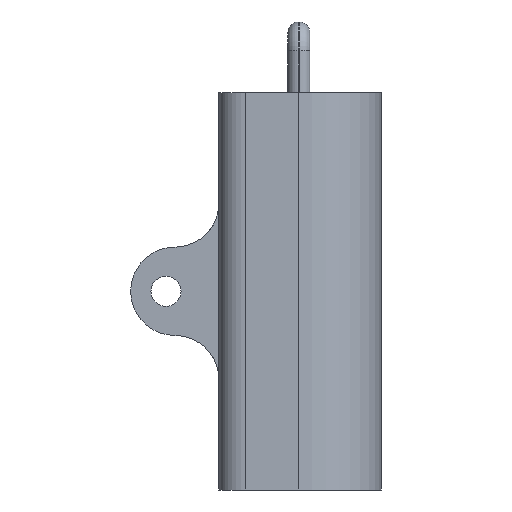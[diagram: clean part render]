
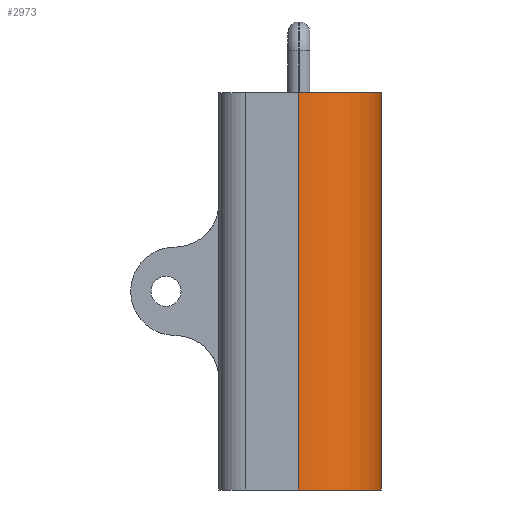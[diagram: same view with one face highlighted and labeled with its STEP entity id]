
A CAD part, front view. The second image highlights one B-rep face of the part: STEP entity #2973.
In plain terms, the highlighted cylindrical face has radius 9.4 mm (diameter 18.8 mm), a partial arc.
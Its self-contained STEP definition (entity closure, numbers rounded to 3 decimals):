
#47 = PLANE('',#48);
#48 = AXIS2_PLACEMENT_3D('',#49,#50,#51);
#49 = CARTESIAN_POINT('',(248.8,34.4,445.));
#50 = DIRECTION('',(0.,0.,-1.));
#51 = DIRECTION('',(-1.,0.,0.));
#776 = VERTEX_POINT('',#777);
#777 = CARTESIAN_POINT('',(264.187,-25.5,445.));
#791 = PLANE('',#792);
#792 = AXIS2_PLACEMENT_3D('',#793,#794,#795);
#793 = CARTESIAN_POINT('',(260.,-25.5,396.5));
#794 = DIRECTION('',(0.,-1.,0.));
#795 = DIRECTION('',(0.,0.,1.));
#802 = EDGE_CURVE('',#803,#776,#805,.T.);
#803 = VERTEX_POINT('',#804);
#804 = CARTESIAN_POINT('',(254.8,-34.4,445.));
#805 = SURFACE_CURVE('',#806,(#811,#822),.PCURVE_S1.);
#806 = CIRCLE('',#807,9.4);
#807 = AXIS2_PLACEMENT_3D('',#808,#809,#810);
#808 = CARTESIAN_POINT('',(254.8,-25.,445.));
#809 = DIRECTION('',(0.,0.,1.));
#810 = DIRECTION('',(1.,0.,0.));
#811 = PCURVE('',#47,#812);
#812 = DEFINITIONAL_REPRESENTATION('',(#813),#821);
#813 = ( BOUNDED_CURVE() B_SPLINE_CURVE(2,(#814,#815,#816,#817,#818,#819
,#820),.UNSPECIFIED.,.T.,.F.) B_SPLINE_CURVE_WITH_KNOTS((1,2,2,2,2,1),(
    -2.094,0.,2.094,4.189,6.283,
8.378),.UNSPECIFIED.) CURVE() GEOMETRIC_REPRESENTATION_ITEM() 
RATIONAL_B_SPLINE_CURVE((1.,0.5,1.,0.5,1.,0.5,1.)) REPRESENTATION_ITEM(
  '') );
#814 = CARTESIAN_POINT('',(-15.4,-59.4));
#815 = CARTESIAN_POINT('',(-15.4,-43.119));
#816 = CARTESIAN_POINT('',(-1.3,-51.259));
#817 = CARTESIAN_POINT('',(12.8,-59.4));
#818 = CARTESIAN_POINT('',(-1.3,-67.541));
#819 = CARTESIAN_POINT('',(-15.4,-75.681));
#820 = CARTESIAN_POINT('',(-15.4,-59.4));
#821 = ( GEOMETRIC_REPRESENTATION_CONTEXT(2) 
PARAMETRIC_REPRESENTATION_CONTEXT() REPRESENTATION_CONTEXT('2D SPACE',''
  ) );
#822 = PCURVE('',#823,#828);
#823 = CYLINDRICAL_SURFACE('',#824,9.4);
#824 = AXIS2_PLACEMENT_3D('',#825,#826,#827);
#825 = CARTESIAN_POINT('',(254.8,-25.,400.));
#826 = DIRECTION('',(-0.,-0.,-1.));
#827 = DIRECTION('',(1.,0.,0.));
#828 = DEFINITIONAL_REPRESENTATION('',(#829),#833);
#829 = LINE('',#830,#831);
#830 = CARTESIAN_POINT('',(-0.,-45.));
#831 = VECTOR('',#832,1.);
#832 = DIRECTION('',(-1.,0.));
#833 = ( GEOMETRIC_REPRESENTATION_CONTEXT(2) 
PARAMETRIC_REPRESENTATION_CONTEXT() REPRESENTATION_CONTEXT('2D SPACE',''
  ) );
#851 = PLANE('',#852);
#852 = AXIS2_PLACEMENT_3D('',#853,#854,#855);
#853 = CARTESIAN_POINT('',(245.8,-34.4,400.));
#854 = DIRECTION('',(0.,1.,0.));
#855 = DIRECTION('',(1.,0.,0.));
#1131 = PLANE('',#1132);
#1132 = AXIS2_PLACEMENT_3D('',#1133,#1134,#1135);
#1133 = CARTESIAN_POINT('',(254.726,0.573,400.));
#1134 = DIRECTION('',(0.,0.,-1.));
#1135 = DIRECTION('',(-1.,0.,0.));
#2882 = VERTEX_POINT('',#2883);
#2883 = CARTESIAN_POINT('',(254.8,-34.4,400.));
#2906 = EDGE_CURVE('',#2882,#803,#2907,.T.);
#2907 = SURFACE_CURVE('',#2908,(#2912,#2919),.PCURVE_S1.);
#2908 = LINE('',#2909,#2910);
#2909 = CARTESIAN_POINT('',(254.8,-34.4,400.));
#2910 = VECTOR('',#2911,1.);
#2911 = DIRECTION('',(0.,0.,1.));
#2912 = PCURVE('',#851,#2913);
#2913 = DEFINITIONAL_REPRESENTATION('',(#2914),#2918);
#2914 = LINE('',#2915,#2916);
#2915 = CARTESIAN_POINT('',(9.,0.));
#2916 = VECTOR('',#2917,1.);
#2917 = DIRECTION('',(0.,-1.));
#2918 = ( GEOMETRIC_REPRESENTATION_CONTEXT(2) 
PARAMETRIC_REPRESENTATION_CONTEXT() REPRESENTATION_CONTEXT('2D SPACE',''
  ) );
#2919 = PCURVE('',#823,#2920);
#2920 = DEFINITIONAL_REPRESENTATION('',(#2921),#2925);
#2921 = LINE('',#2922,#2923);
#2922 = CARTESIAN_POINT('',(-4.712,0.));
#2923 = VECTOR('',#2924,1.);
#2924 = DIRECTION('',(-0.,-1.));
#2925 = ( GEOMETRIC_REPRESENTATION_CONTEXT(2) 
PARAMETRIC_REPRESENTATION_CONTEXT() REPRESENTATION_CONTEXT('2D SPACE',''
  ) );
#2973 = ADVANCED_FACE('',(#2974),#823,.T.);
#2974 = FACE_BOUND('',#2975,.F.);
#2975 = EDGE_LOOP('',(#2976,#3004,#3005,#3006));
#2976 = ORIENTED_EDGE('',*,*,#2977,.F.);
#2977 = EDGE_CURVE('',#2882,#2978,#2980,.T.);
#2978 = VERTEX_POINT('',#2979);
#2979 = CARTESIAN_POINT('',(264.187,-25.5,400.));
#2980 = SURFACE_CURVE('',#2981,(#2986,#2993),.PCURVE_S1.);
#2981 = CIRCLE('',#2982,9.4);
#2982 = AXIS2_PLACEMENT_3D('',#2983,#2984,#2985);
#2983 = CARTESIAN_POINT('',(254.8,-25.,400.));
#2984 = DIRECTION('',(0.,0.,1.));
#2985 = DIRECTION('',(1.,0.,0.));
#2986 = PCURVE('',#823,#2987);
#2987 = DEFINITIONAL_REPRESENTATION('',(#2988),#2992);
#2988 = LINE('',#2989,#2990);
#2989 = CARTESIAN_POINT('',(-0.,0.));
#2990 = VECTOR('',#2991,1.);
#2991 = DIRECTION('',(-1.,0.));
#2992 = ( GEOMETRIC_REPRESENTATION_CONTEXT(2) 
PARAMETRIC_REPRESENTATION_CONTEXT() REPRESENTATION_CONTEXT('2D SPACE',''
  ) );
#2993 = PCURVE('',#1131,#2994);
#2994 = DEFINITIONAL_REPRESENTATION('',(#2995),#3003);
#2995 = ( BOUNDED_CURVE() B_SPLINE_CURVE(2,(#2996,#2997,#2998,#2999,
#3000,#3001,#3002),.UNSPECIFIED.,.T.,.F.) B_SPLINE_CURVE_WITH_KNOTS((1,2
    ,2,2,2,1),(-2.094,0.,2.094,4.189,
6.283,8.378),.UNSPECIFIED.) CURVE() 
GEOMETRIC_REPRESENTATION_ITEM() RATIONAL_B_SPLINE_CURVE((1.,0.5,1.,0.5,
1.,0.5,1.)) REPRESENTATION_ITEM('') );
#2996 = CARTESIAN_POINT('',(-9.474,-25.573));
#2997 = CARTESIAN_POINT('',(-9.474,-9.291));
#2998 = CARTESIAN_POINT('',(4.626,-17.432));
#2999 = CARTESIAN_POINT('',(18.726,-25.573));
#3000 = CARTESIAN_POINT('',(4.626,-33.713));
#3001 = CARTESIAN_POINT('',(-9.474,-41.854));
#3002 = CARTESIAN_POINT('',(-9.474,-25.573));
#3003 = ( GEOMETRIC_REPRESENTATION_CONTEXT(2) 
PARAMETRIC_REPRESENTATION_CONTEXT() REPRESENTATION_CONTEXT('2D SPACE',''
  ) );
#3004 = ORIENTED_EDGE('',*,*,#2906,.T.);
#3005 = ORIENTED_EDGE('',*,*,#802,.T.);
#3006 = ORIENTED_EDGE('',*,*,#3007,.T.);
#3007 = EDGE_CURVE('',#776,#2978,#3008,.T.);
#3008 = SURFACE_CURVE('',#3009,(#3013,#3019),.PCURVE_S1.);
#3009 = LINE('',#3010,#3011);
#3010 = CARTESIAN_POINT('',(264.187,-25.5,400.));
#3011 = VECTOR('',#3012,1.);
#3012 = DIRECTION('',(-0.,-0.,-1.));
#3013 = PCURVE('',#823,#3014);
#3014 = DEFINITIONAL_REPRESENTATION('',(#3015),#3018);
#3015 = B_SPLINE_CURVE_WITH_KNOTS('',1,(#3016,#3017),.UNSPECIFIED.,.F.,
  .F.,(2,2),(-45.,0.),.PIECEWISE_BEZIER_KNOTS.);
#3016 = CARTESIAN_POINT('',(-6.23,-45.));
#3017 = CARTESIAN_POINT('',(-6.23,0.));
#3018 = ( GEOMETRIC_REPRESENTATION_CONTEXT(2) 
PARAMETRIC_REPRESENTATION_CONTEXT() REPRESENTATION_CONTEXT('2D SPACE',''
  ) );
#3019 = PCURVE('',#791,#3020);
#3020 = DEFINITIONAL_REPRESENTATION('',(#3021),#3024);
#3021 = B_SPLINE_CURVE_WITH_KNOTS('',1,(#3022,#3023),.UNSPECIFIED.,.F.,
  .F.,(2,2),(-45.,0.),.PIECEWISE_BEZIER_KNOTS.);
#3022 = CARTESIAN_POINT('',(48.5,-4.187));
#3023 = CARTESIAN_POINT('',(3.5,-4.187));
#3024 = ( GEOMETRIC_REPRESENTATION_CONTEXT(2) 
PARAMETRIC_REPRESENTATION_CONTEXT() REPRESENTATION_CONTEXT('2D SPACE',''
  ) );
